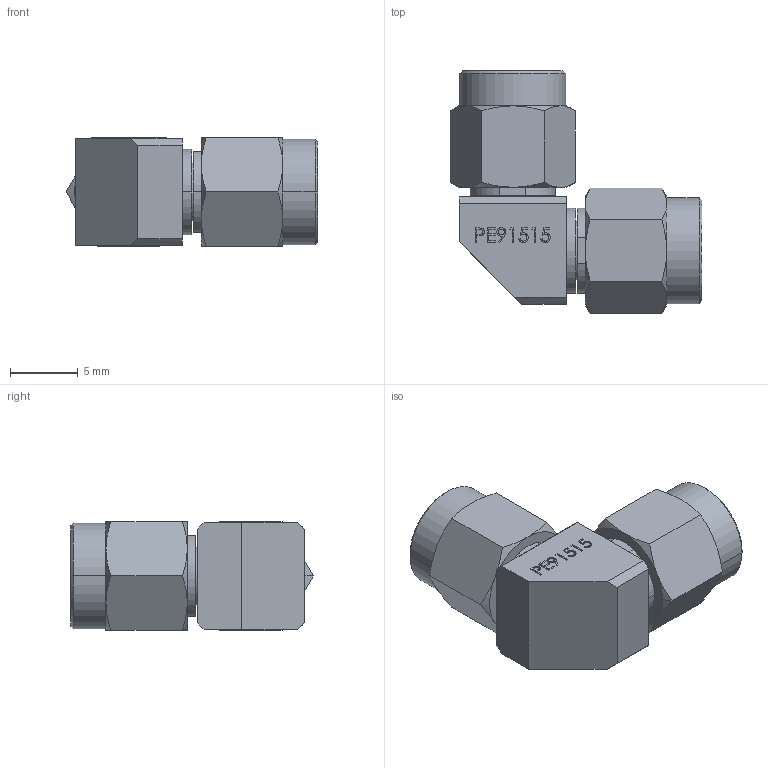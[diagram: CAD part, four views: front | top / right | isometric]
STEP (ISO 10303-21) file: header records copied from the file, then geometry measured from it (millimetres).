
FILE_DESCRIPTION (( 'STEP AP203' ), '1' );
FILE_NAME ('PE91515.STEP', '2021-05-05T11:22:50', ( '' ), ( '' ), 'SwSTEP 2.0', 'SolidWorks 2020', '' );
FILE_SCHEMA (( 'CONFIG_CONTROL_DESIGN' ));
Length unit declared in the file: inch
Products named in the file (6): als-pc3pc3.stp; PE91515; Part4^PE91515; ALS-K3K8-3.stp; ALS-PC3-TOP.stp; ALS-PC3-RIGHT.stp
Assembly tree (5 placements, depth 3):
  PE91515
    als-pc3pc3.stp
      ALS-K3K8-3.stp
      ALS-PC3-TOP.stp
      ALS-PC3-RIGHT.stp
    Part4^PE91515
Bounding box: 18.58 x 17.9 x 8.02 mm (x, y, z)
Volume: 1347.2 mm3; surface area: 1081.8 mm2
Topology: 10 solids, 10 shells, 191 faces, 457 edges, 294 vertices
Faces by surface type: plane 100, cone 34, bspline 31, cylinder 26
Entity records: 8097 total; most frequent: CARTESIAN_POINT 3260, ORIENTED_EDGE 914, DIRECTION 769, EDGE_CURVE 457, VERTEX_POINT 294, LINE 259, VECTOR 259, AXIS2_PLACEMENT_3D 255
